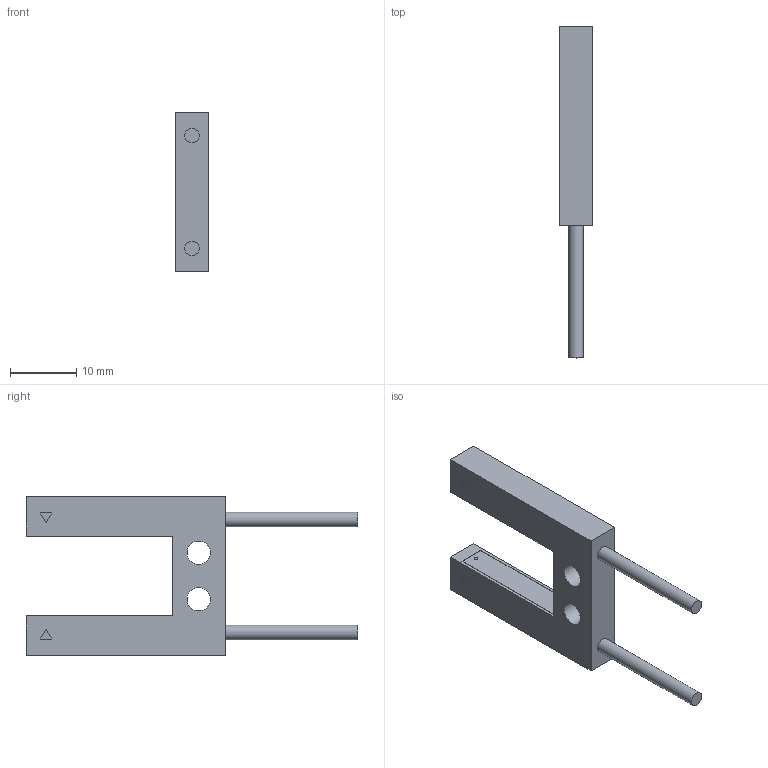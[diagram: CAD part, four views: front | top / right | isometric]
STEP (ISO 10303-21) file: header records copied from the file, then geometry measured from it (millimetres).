
FILE_DESCRIPTION(/* description */ (''),/* implementation_level */ '2;1');
FILE_NAME(/* name */ 'EX-UT1220.stp',/* time_stamp */ '2023-04-10T10:39:08+08:00',/* author */ (''),/* organization */ (''),/* preprocessor_version */ 'ST-DEVELOPER v16.7',/* originating_system */ 'SIEMENS PLM Software NX 12.0',/* authorisation */ '');
FILE_SCHEMA (('AUTOMOTIVE_DESIGN { 1 0 10303 214 3 1 1 1 }'));
Length unit declared in the file: millimetre
Products named in the file (1): EX-UT1220
Bounding box: 5 x 50 x 24 mm (x, y, z)
Volume: 2343.6 mm3; surface area: 2361.1 mm2
Topology: 5 solids, 5 shells, 50 faces, 102 edges, 68 vertices
Faces by surface type: plane 44, cylinder 6
Full cylindrical faces by diameter (mm): 0.5 x2, 2.2 x2, 3.5 x2
Entity records: 1320 total; most frequent: CARTESIAN_POINT 215, DIRECTION 210, ORIENTED_EDGE 192, EDGE_CURVE 96, LINE 84, VECTOR 84, VERTEX_POINT 68, EDGE_LOOP 66
